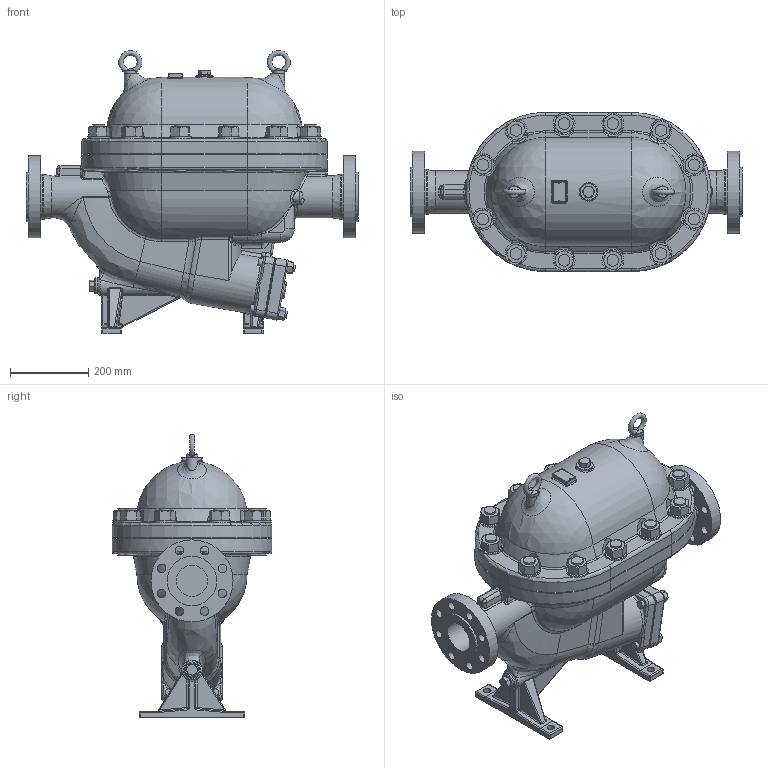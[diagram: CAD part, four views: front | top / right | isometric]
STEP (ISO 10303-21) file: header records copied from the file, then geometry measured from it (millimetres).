
FILE_DESCRIPTION(/* description */ (''),/* implementation_level */ '2;1');
FILE_NAME(/* name */ 'wh15b-080-a0600-00.stp',/* time_stamp */ '2025-07-02T09:31:29+09:00',/* author */ ('shibuya'),/* organization */ (''),/* preprocessor_version */ 'ST-DEVELOPER v20',/* originating_system */ 'Autodesk Inventor 2025',/* authorisation */ '');
FILE_SCHEMA (('AUTOMOTIVE_DESIGN { 1 0 10303 214 3 1 1 }'));
Length unit declared in the file: millimetre
Products named in the file (1): JLH15_外観用_ASME600
Bounding box: 850 x 408 x 725 mm (x, y, z)
Volume: 68078199.1 mm3; surface area: 1888430.3 mm2
Topology: 1 solids, 1 shells, 1290 faces, 2967 edges, 1758 vertices
Faces by surface type: cylinder 359, plane 349, bspline 230, cone 230, torus 85, sphere 37
Full cylindrical faces by diameter (mm): 1.6 x2, 2.6 x2, 18 x12, 19 x4, 20 x4, 22 x16, 27 x2, 30 x38, 31 x12, 33 x12, 40 x1, 42 x1, 56 x12, 80 x1, 90 x1, 108 x2, 116 x2, 127 x2, 140 x1, 141 x1, 145 x1, 210 x2
Entity records: 47354 total; most frequent: CARTESIAN_POINT 19052, ORIENTED_EDGE 5896, DIRECTION 5314, EDGE_CURVE 2948, AXIS2_PLACEMENT_3D 2291, VERTEX_POINT 1758, EDGE_LOOP 1464, FACE_OUTER_BOUND 1290
